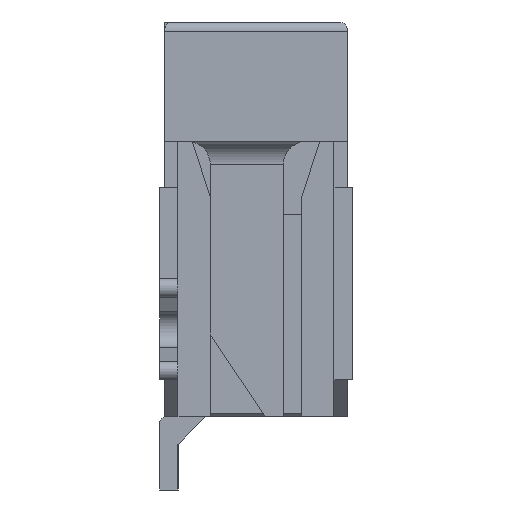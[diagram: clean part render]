
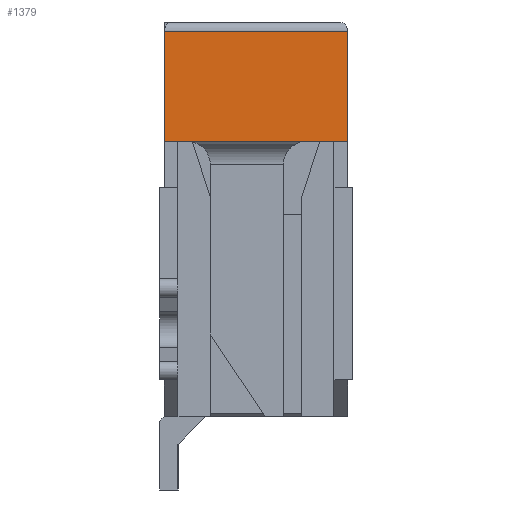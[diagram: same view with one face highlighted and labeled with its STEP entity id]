
A CAD part, left-side view. The second image highlights one B-rep face of the part: STEP entity #1379.
In plain terms, the highlighted planar face has unit normal (-1, 0, 0).
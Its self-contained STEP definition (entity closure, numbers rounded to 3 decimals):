
#1379 = ADVANCED_FACE( '', ( #2918 ), #2919, .T. );
#2918 = FACE_OUTER_BOUND( '', #4713, .T. );
#2919 = PLANE( '', #4714 );
#4713 = EDGE_LOOP( '', ( #8530, #8531, #8532, #8533 ) );
#4714 = AXIS2_PLACEMENT_3D( '', #8534, #8535, #8536 );
#8530 = ORIENTED_EDGE( '', *, *, #13583, .F. );
#8531 = ORIENTED_EDGE( '', *, *, #12007, .T. );
#8532 = ORIENTED_EDGE( '', *, *, #13584, .T. );
#8533 = ORIENTED_EDGE( '', *, *, #13088, .F. );
#8534 = CARTESIAN_POINT( '', ( -8.7, -1., 0.65 ) );
#8535 = DIRECTION( '', ( -1., 0., 0. ) );
#8536 = DIRECTION( '', ( 0., 0., 1. ) );
#12007 = EDGE_CURVE( '', #14488, #14539, #14541, .T. );
#13088 = EDGE_CURVE( '', #16427, #16429, #16430, .T. );
#13583 = EDGE_CURVE( '', #14488, #16427, #17148, .T. );
#13584 = EDGE_CURVE( '', #14539, #16429, #17149, .T. );
#14488 = VERTEX_POINT( '', #18227 );
#14539 = VERTEX_POINT( '', #18296 );
#14541 = LINE( '', #18298, #18299 );
#16427 = VERTEX_POINT( '', #21110 );
#16429 = VERTEX_POINT( '', #21113 );
#16430 = LINE( '', #21114, #21115 );
#17148 = LINE( '', #22212, #22213 );
#17149 = LINE( '', #22214, #22215 );
#18227 = CARTESIAN_POINT( '', ( -8.7, -1., 0.55 ) );
#18296 = CARTESIAN_POINT( '', ( -8.7, 1., 0.55 ) );
#18298 = CARTESIAN_POINT( '', ( -8.7, 1., 0.55 ) );
#18299 = VECTOR( '', #23792, 1000. );
#21110 = CARTESIAN_POINT( '', ( -8.7, -1., -0.65 ) );
#21113 = CARTESIAN_POINT( '', ( -8.7, 1., -0.65 ) );
#21114 = CARTESIAN_POINT( '', ( -8.7, -1., -0.65 ) );
#21115 = VECTOR( '', #24785, 1000. );
#22212 = CARTESIAN_POINT( '', ( -8.7, -1., 0.65 ) );
#22213 = VECTOR( '', #25222, 1000. );
#22214 = CARTESIAN_POINT( '', ( -8.7, 1., 0.65 ) );
#22215 = VECTOR( '', #25223, 1000. );
#23792 = DIRECTION( '', ( 0., 1., 0. ) );
#24785 = DIRECTION( '', ( 0., 1., 0. ) );
#25222 = DIRECTION( '', ( 0., 0., -1. ) );
#25223 = DIRECTION( '', ( 0., 0., -1. ) );
